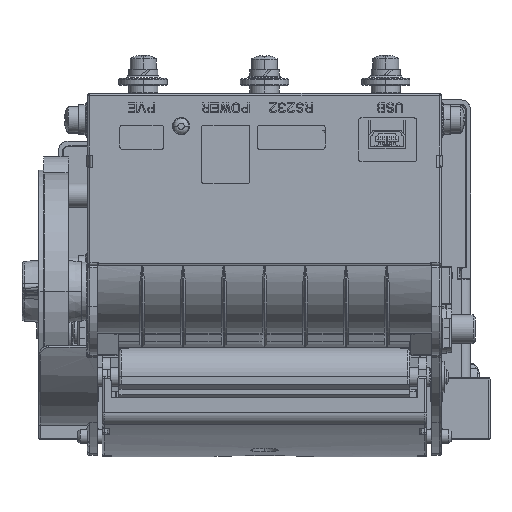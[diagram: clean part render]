
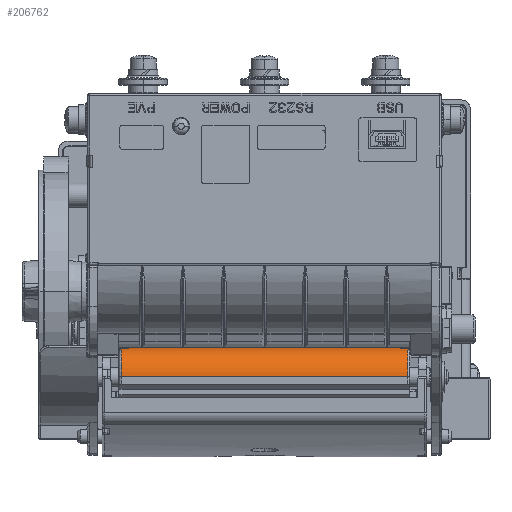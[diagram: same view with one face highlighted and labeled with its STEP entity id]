
A CAD part, top view. The second image highlights one B-rep face of the part: STEP entity #206762.
In plain terms, the highlighted cylindrical face has radius 6 mm (diameter 12 mm), a partial arc.
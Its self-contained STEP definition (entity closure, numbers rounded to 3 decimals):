
#202020=CARTESIAN_POINT('',(-28.01,-8.8,-18.45));
#202021=DIRECTION('',(1.,0.,0.));
#202022=DIRECTION('',(0.,1.,0.));
#202023=AXIS2_PLACEMENT_3D('',#202020,#202021,#202022);
#202042=DIRECTION('',(-1.,0.,0.));
#202043=VECTOR('',#202042,59.02);
#202044=CARTESIAN_POINT('',(29.51,-8.8,-12.45));
#202045=LINE('',#202044,#202043);
#202046=DIRECTION('',(1.,0.,0.));
#202047=VECTOR('',#202046,56.02);
#202048=CARTESIAN_POINT('',(-28.01,-2.8,-18.45));
#202049=LINE('',#202048,#202047);
#202055=CARTESIAN_POINT('',(29.51,-8.8,-18.45));
#202056=DIRECTION('',(-1.,0.,0.));
#202057=DIRECTION('',(0.,0.,1.));
#202058=AXIS2_PLACEMENT_3D('',#202055,#202056,#202057);
#203109=DIRECTION('',(-1.,0.,0.));
#203110=VECTOR('',#203109,1.5);
#203111=CARTESIAN_POINT('',(29.51,-3.039,
-16.773));
#203112=LINE('',#203111,#203110);
#203150=CARTESIAN_POINT('',(28.01,-8.8,-18.45));
#203151=DIRECTION('',(-1.,0.,0.));
#203152=DIRECTION('',(0.,0.96,0.279));
#203153=AXIS2_PLACEMENT_3D('',#203150,#203151,#203152);
#203606=DIRECTION('',(-1.,0.,0.));
#203607=VECTOR('',#203606,1.5);
#203608=CARTESIAN_POINT('',(-28.01,-3.039,-16.773));
#203609=LINE('',#203608,#203607);
#203620=CARTESIAN_POINT('',(-29.51,-8.8,-18.45));
#203621=DIRECTION('',(1.,0.,0.));
#203622=DIRECTION('',(0.,0.96,0.279));
#203623=AXIS2_PLACEMENT_3D('',#203620,#203621,#203622);
#205355=CARTESIAN_POINT('',(28.01,-2.8,-18.45));
#205356=VERTEX_POINT('',#205355);
#205357=CARTESIAN_POINT('',(-28.01,-2.8,-18.45));
#205358=VERTEX_POINT('',#205357);
#205427=CARTESIAN_POINT('',(-28.01,-3.039,-16.773));
#205428=VERTEX_POINT('',#205427);
#205429=CARTESIAN_POINT('',(29.51,-8.8,-12.45));
#205430=CARTESIAN_POINT('',(29.51,-3.039,-16.773));
#205431=VERTEX_POINT('',#205429);
#205432=VERTEX_POINT('',#205430);
#205433=CARTESIAN_POINT('',(-29.51,-8.8,-12.45));
#205434=VERTEX_POINT('',#205433);
#205435=CARTESIAN_POINT('',(-29.51,-3.039,-16.773));
#205436=VERTEX_POINT('',#205435);
#205437=CARTESIAN_POINT('',(28.01,-3.039,-16.773));
#205438=VERTEX_POINT('',#205437);
#206741=CARTESIAN_POINT('',(-33.5,-8.8,-18.45));
#206742=DIRECTION('',(-1.,0.,0.));
#206743=DIRECTION('',(0.,0.,-1.));
#206744=AXIS2_PLACEMENT_3D('',#206741,#206742,#206743);
#206745=CYLINDRICAL_SURFACE('',#206744,6.);
#206747=ORIENTED_EDGE('',*,*,#206746,.F.);
#206749=ORIENTED_EDGE('',*,*,#206748,.T.);
#206751=ORIENTED_EDGE('',*,*,#206750,.F.);
#206753=ORIENTED_EDGE('',*,*,#206752,.F.);
#206754=ORIENTED_EDGE('',*,*,#206708,.F.);
#206755=ORIENTED_EDGE('',*,*,#206515,.T.);
#206757=ORIENTED_EDGE('',*,*,#206756,.F.);
#206759=ORIENTED_EDGE('',*,*,#206758,.F.);
#206760=EDGE_LOOP('',(#206747,#206749,#206751,#206753,#206754,#206755,#206757,
#206759));
#206761=FACE_OUTER_BOUND('',#206760,.F.);
#202024=CIRCLE('',#202023,6.);
#202059=CIRCLE('',#202058,6.);
#203154=CIRCLE('',#203153,6.);
#203624=CIRCLE('',#203623,6.);
#206515=EDGE_CURVE('',#205358,#205356,#202049,.T.);
#206708=EDGE_CURVE('',#205358,#205428,#202024,.T.);
#206746=EDGE_CURVE('',#205431,#205432,#202059,.T.);
#206748=EDGE_CURVE('',#205431,#205434,#202045,.T.);
#206750=EDGE_CURVE('',#205436,#205434,#203624,.T.);
#206752=EDGE_CURVE('',#205428,#205436,#203609,.T.);
#206756=EDGE_CURVE('',#205438,#205356,#203154,.T.);
#206758=EDGE_CURVE('',#205432,#205438,#203112,.T.);
#206762=ADVANCED_FACE('',(#206761),#206745,.T.);
